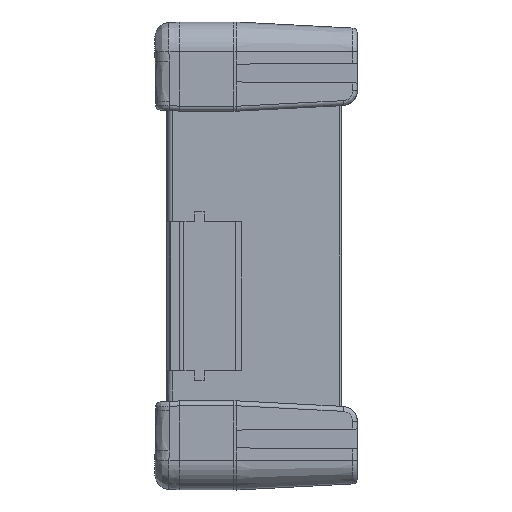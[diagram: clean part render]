
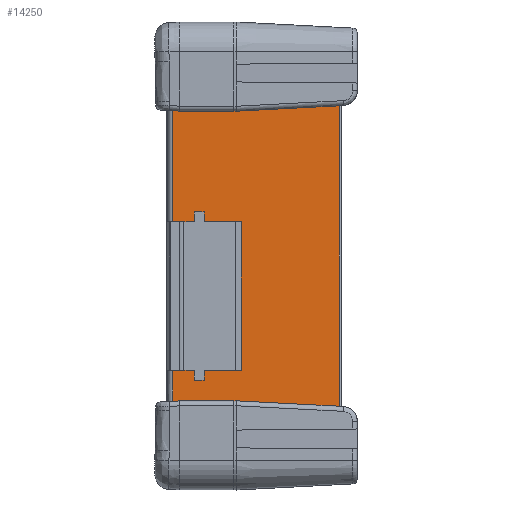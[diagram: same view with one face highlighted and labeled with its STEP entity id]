
A CAD part, left-side view. The second image highlights one B-rep face of the part: STEP entity #14250.
In plain terms, the highlighted planar face has unit normal (-1, 0, 0).
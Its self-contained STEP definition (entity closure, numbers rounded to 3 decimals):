
#1316=FACE_OUTER_BOUND('',#2163,.T.);
#2163=EDGE_LOOP('',(#10280,#10281,#10282,#10283,#10284,#10285,#10286,#10287,
#10288,#10289,#10290,#10291,#10292,#10293,#10294,#10295,#10296,#10297,#10298,
#10299,#10300,#10301));
#2868=LINE('',#20345,#4286);
#2888=LINE('',#20405,#4306);
#2993=LINE('',#20707,#4411);
#3205=LINE('',#22482,#4623);
#3296=LINE('',#22961,#4714);
#3297=LINE('',#22965,#4715);
#3298=LINE('',#22967,#4716);
#3299=LINE('',#22969,#4717);
#3300=LINE('',#22970,#4718);
#3301=LINE('',#22972,#4719);
#3302=LINE('',#22974,#4720);
#3303=LINE('',#22976,#4721);
#3304=LINE('',#22977,#4722);
#3305=LINE('',#22979,#4723);
#3306=LINE('',#22981,#4724);
#3307=LINE('',#22983,#4725);
#3308=LINE('',#22985,#4726);
#3309=LINE('',#22986,#4727);
#3310=LINE('',#22988,#4728);
#3311=LINE('',#22990,#4729);
#3312=LINE('',#22992,#4730);
#3313=LINE('',#22993,#4731);
#4286=VECTOR('',#16248,1.853);
#4306=VECTOR('',#16300,10.);
#4411=VECTOR('',#16545,10.);
#4623=VECTOR('',#17145,64.4);
#4714=VECTOR('',#17400,64.4);
#4715=VECTOR('',#17403,21.587);
#4716=VECTOR('',#17404,1.853);
#4717=VECTOR('',#17405,10.);
#4718=VECTOR('',#17406,10.);
#4719=VECTOR('',#17407,10.);
#4720=VECTOR('',#17408,10.);
#4721=VECTOR('',#17409,10.);
#4722=VECTOR('',#17410,10.);
#4723=VECTOR('',#17411,10.);
#4724=VECTOR('',#17412,10.);
#4725=VECTOR('',#17413,10.);
#4726=VECTOR('',#17414,10.);
#4727=VECTOR('',#17415,10.);
#4728=VECTOR('',#17416,10.);
#4729=VECTOR('',#17417,1.853);
#4730=VECTOR('',#17418,21.587);
#4731=VECTOR('',#17419,64.4);
#5703=VERTEX_POINT('',#20342);
#5704=VERTEX_POINT('',#20344);
#5727=VERTEX_POINT('',#20402);
#5728=VERTEX_POINT('',#20404);
#5851=VERTEX_POINT('',#20704);
#5852=VERTEX_POINT('',#20706);
#6159=VERTEX_POINT('',#22479);
#6160=VERTEX_POINT('',#22481);
#6260=VERTEX_POINT('',#22963);
#6261=VERTEX_POINT('',#22964);
#6262=VERTEX_POINT('',#22966);
#6263=VERTEX_POINT('',#22968);
#6264=VERTEX_POINT('',#22971);
#6265=VERTEX_POINT('',#22973);
#6266=VERTEX_POINT('',#22975);
#6267=VERTEX_POINT('',#22978);
#6268=VERTEX_POINT('',#22980);
#6269=VERTEX_POINT('',#22982);
#6270=VERTEX_POINT('',#22984);
#6271=VERTEX_POINT('',#22987);
#6272=VERTEX_POINT('',#22989);
#6273=VERTEX_POINT('',#22991);
#7052=EDGE_CURVE('',#5703,#5704,#2868,.T.);
#7081=EDGE_CURVE('',#5728,#5727,#2888,.T.);
#7231=EDGE_CURVE('',#5852,#5851,#2993,.T.);
#7616=EDGE_CURVE('',#6159,#6160,#3205,.T.);
#7765=EDGE_CURVE('',#5704,#5727,#3296,.T.);
#7766=EDGE_CURVE('',#6260,#6261,#3297,.T.);
#7767=EDGE_CURVE('',#6260,#6262,#3298,.T.);
#7768=EDGE_CURVE('',#6262,#6263,#3299,.T.);
#7769=EDGE_CURVE('',#6160,#6263,#3300,.T.);
#7770=EDGE_CURVE('',#6159,#6264,#3301,.T.);
#7771=EDGE_CURVE('',#6264,#6265,#3302,.T.);
#7772=EDGE_CURVE('',#6265,#6266,#3303,.T.);
#7773=EDGE_CURVE('',#6266,#5852,#3304,.T.);
#7774=EDGE_CURVE('',#5851,#6267,#3305,.T.);
#7775=EDGE_CURVE('',#6267,#6268,#3306,.T.);
#7776=EDGE_CURVE('',#6268,#6269,#3307,.T.);
#7777=EDGE_CURVE('',#6269,#6270,#3308,.T.);
#7778=EDGE_CURVE('',#6270,#5728,#3309,.T.);
#7779=EDGE_CURVE('',#6271,#5703,#3310,.T.);
#7780=EDGE_CURVE('',#6272,#6271,#3311,.T.);
#7781=EDGE_CURVE('',#6273,#6272,#3312,.T.);
#7782=EDGE_CURVE('',#6273,#6261,#3313,.T.);
#10280=ORIENTED_EDGE('',*,*,#7766,.F.);
#10281=ORIENTED_EDGE('',*,*,#7767,.T.);
#10282=ORIENTED_EDGE('',*,*,#7768,.T.);
#10283=ORIENTED_EDGE('',*,*,#7769,.F.);
#10284=ORIENTED_EDGE('',*,*,#7616,.F.);
#10285=ORIENTED_EDGE('',*,*,#7770,.T.);
#10286=ORIENTED_EDGE('',*,*,#7771,.T.);
#10287=ORIENTED_EDGE('',*,*,#7772,.T.);
#10288=ORIENTED_EDGE('',*,*,#7773,.T.);
#10289=ORIENTED_EDGE('',*,*,#7231,.T.);
#10290=ORIENTED_EDGE('',*,*,#7774,.T.);
#10291=ORIENTED_EDGE('',*,*,#7775,.T.);
#10292=ORIENTED_EDGE('',*,*,#7776,.T.);
#10293=ORIENTED_EDGE('',*,*,#7777,.T.);
#10294=ORIENTED_EDGE('',*,*,#7778,.T.);
#10295=ORIENTED_EDGE('',*,*,#7081,.T.);
#10296=ORIENTED_EDGE('',*,*,#7765,.F.);
#10297=ORIENTED_EDGE('',*,*,#7052,.F.);
#10298=ORIENTED_EDGE('',*,*,#7779,.F.);
#10299=ORIENTED_EDGE('',*,*,#7780,.F.);
#10300=ORIENTED_EDGE('',*,*,#7781,.F.);
#10301=ORIENTED_EDGE('',*,*,#7782,.T.);
#13718=PLANE('',#15307);
#14250=ADVANCED_FACE('',(#1316),#13718,.T.);
#15307=AXIS2_PLACEMENT_3D('',#22962,#17401,#17402);
#16248=DIRECTION('',(0.,0.999,-0.052));
#16300=DIRECTION('',(0.,1.,0.));
#16545=DIRECTION('',(0.,-1.,0.));
#17145=DIRECTION('',(0.,0.,1.));
#17400=DIRECTION('',(0.,0.,1.));
#17401=DIRECTION('center_axis',(-1.,0.,0.));
#17402=DIRECTION('ref_axis',(0.,0.,
1.));
#17403=DIRECTION('',(0.,-0.999,0.052));
#17404=DIRECTION('',(0.,0.999,0.052));
#17405=DIRECTION('',(0.,1.,0.));
#17406=DIRECTION('',(0.,-0.999,-0.052));
#17407=DIRECTION('',(0.,-1.,0.));
#17408=DIRECTION('',(0.,0.,1.));
#17409=DIRECTION('',(0.,-1.,0.));
#17410=DIRECTION('',(0.,0.,-1.));
#17411=DIRECTION('',(0.,0.,-1.));
#17412=DIRECTION('',(0.,1.,0.));
#17413=DIRECTION('',(0.,0.,-1.));
#17414=DIRECTION('',(0.,1.,0.));
#17415=DIRECTION('',(0.,0.,1.));
#17416=DIRECTION('',(0.,1.,0.));
#17417=DIRECTION('',(0.,0.999,-0.052));
#17418=DIRECTION('',(0.,0.999,0.052));
#17419=DIRECTION('',(0.,0.,1.));
#20342=CARTESIAN_POINT('',(-5.346,117.94,17.838));
#20344=CARTESIAN_POINT('',(-5.346,119.346,17.764));
#20345=CARTESIAN_POINT('',(-5.346,117.436,17.864));
#20402=CARTESIAN_POINT('',(-5.346,119.346,24.));
#20404=CARTESIAN_POINT('',(-5.346,115.,24.));
#20405=CARTESIAN_POINT('',(-5.346,111.,24.));
#20704=CARTESIAN_POINT('',(-5.346,105.5,54.));
#20706=CARTESIAN_POINT('',(-5.346,113.,54.));
#20707=CARTESIAN_POINT('',(-5.346,107.,54.));
#22479=CARTESIAN_POINT('',(-5.346,119.346,54.));
#22481=CARTESIAN_POINT('',(-5.346,119.346,76.414));
#22482=CARTESIAN_POINT('',(-5.346,119.346,14.864));
#22961=CARTESIAN_POINT('',(-5.346,119.346,14.864));
#22962=CARTESIAN_POINT('Origin',(-5.346,107.,14.864));
#22963=CARTESIAN_POINT('',(-5.346,106.496,76.314));
#22964=CARTESIAN_POINT('',(-5.346,85.696,77.404));
#22965=CARTESIAN_POINT('',(-5.346,106.496,76.314));
#22966=CARTESIAN_POINT('',(-5.346,107.,76.34));
#22967=CARTESIAN_POINT('',(-5.346,106.496,76.314));
#22968=CARTESIAN_POINT('',(-5.346,117.94,76.34));
#22969=CARTESIAN_POINT('',(-5.346,107.,76.34));
#22970=CARTESIAN_POINT('',(-5.346,120.125,76.455));
#22971=CARTESIAN_POINT('',(-5.346,115.,54.));
#22972=CARTESIAN_POINT('',(-5.346,113.173,54.));
#22973=CARTESIAN_POINT('',(-5.346,115.,56.));
#22974=CARTESIAN_POINT('',(-5.346,115.,34.432));
#22975=CARTESIAN_POINT('',(-5.346,113.,56.));
#22976=CARTESIAN_POINT('',(-5.346,111.,56.));
#22977=CARTESIAN_POINT('',(-5.346,113.,35.432));
#22978=CARTESIAN_POINT('',(-5.346,105.5,24.));
#22979=CARTESIAN_POINT('',(-5.346,105.5,34.432));
#22980=CARTESIAN_POINT('',(-5.346,113.,24.));
#22981=CARTESIAN_POINT('',(-5.346,107.,24.));
#22982=CARTESIAN_POINT('',(-5.346,113.,22.));
#22983=CARTESIAN_POINT('',(-5.346,113.,19.432));
#22984=CARTESIAN_POINT('',(-5.346,115.,22.));
#22985=CARTESIAN_POINT('',(-5.346,110.,22.));
#22986=CARTESIAN_POINT('',(-5.346,115.,18.432));
#22987=CARTESIAN_POINT('',(-5.346,107.,17.838));
#22988=CARTESIAN_POINT('',(-5.346,107.,17.838));
#22989=CARTESIAN_POINT('',(-5.346,106.496,17.864));
#22990=CARTESIAN_POINT('',(-5.346,106.496,17.864));
#22991=CARTESIAN_POINT('',(-5.346,85.696,16.774));
#22992=CARTESIAN_POINT('',(-5.346,84.939,16.734));
#22993=CARTESIAN_POINT('',(-5.346,85.696,14.864));
